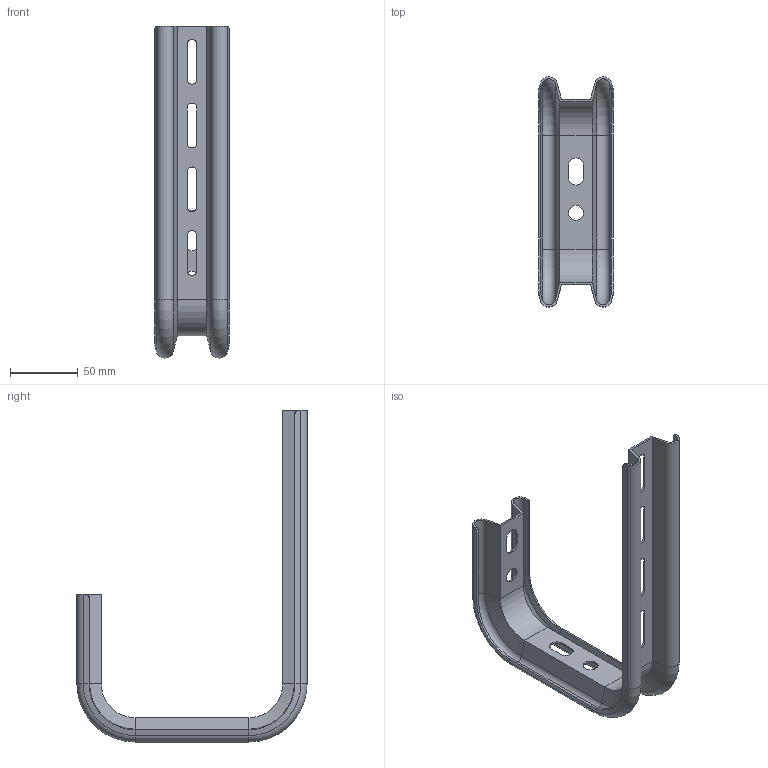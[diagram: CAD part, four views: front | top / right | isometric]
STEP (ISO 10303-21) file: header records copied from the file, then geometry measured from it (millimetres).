
FILE_DESCRIPTION (( 'STEP AP203' ), '1' );
FILE_NAME ('CLW10-VR-200_Êîíñîëü ïîòîëî÷íàÿ VR 200.STEP', '2016-04-13T12:18:17', ( '' ), ( '' ), 'SwSTEP 2.0', 'SolidWorks 2014', '' );
FILE_SCHEMA (( 'CONFIG_CONTROL_DESIGN' ));
Length unit declared in the file: millimetre
Products named in the file (1): CLW10-VR-200_Êîíñîëü ïîòîëî÷íàÿ VR 200
Bounding box: 55 x 169.97 x 244.98 mm (x, y, z)
Volume: 57603.8 mm3; surface area: 79139.3 mm2
Topology: 1 solids, 1 shells, 112 faces, 268 edges, 158 vertices
Faces by surface type: plane 50, cylinder 34, cone 20, torus 8
Full cylindrical faces by diameter (mm): 11 x2
Entity records: 3269 total; most frequent: DIRECTION 582, CARTESIAN_POINT 533, ORIENTED_EDGE 528, EDGE_CURVE 264, AXIS2_PLACEMENT_3D 205, VECTOR 172, LINE 172, VERTEX_POINT 156
